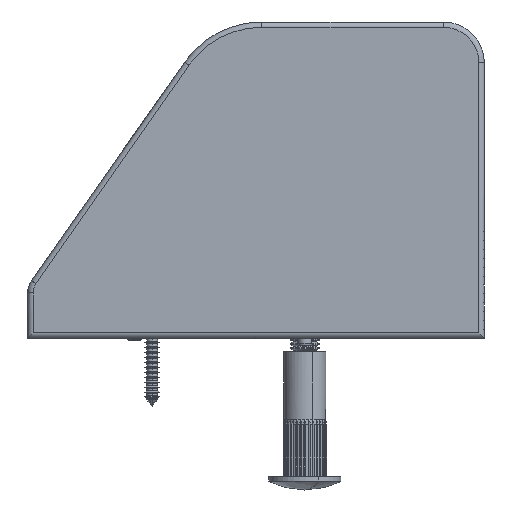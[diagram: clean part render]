
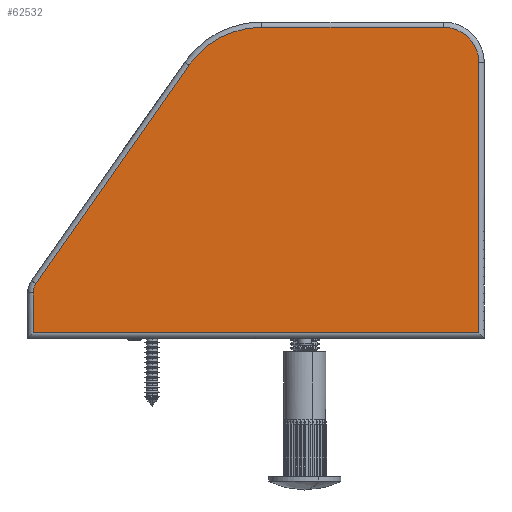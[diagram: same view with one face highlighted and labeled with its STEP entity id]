
A CAD part, left-side view. The second image highlights one B-rep face of the part: STEP entity #62532.
In plain terms, the highlighted planar face has unit normal (-1, 0, 0).
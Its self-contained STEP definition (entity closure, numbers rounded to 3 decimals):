
#50 = CARTESIAN_POINT ( 'NONE',  ( -133., 75.686, -30.669 ) ) ;
#1615 = CARTESIAN_POINT ( 'NONE',  ( -133., 32.618, 30.839 ) ) ;
#1917 = CARTESIAN_POINT ( 'NONE',  ( -133., 12.139, 16.5 ) ) ;
#1930 = VERTEX_POINT ( 'NONE', #40478 ) ;
#2053 = CARTESIAN_POINT ( 'NONE',  ( -133., -49., -46. ) ) ;
#2826 = DIRECTION ( 'NONE',  ( -1., 0., 0. ) ) ;
#3581 = ORIENTED_EDGE ( 'NONE', *, *, #48386, .F. ) ;
#4069 = CARTESIAN_POINT ( 'NONE',  ( -133., -39., 41.5 ) ) ;
#5128 = VERTEX_POINT ( 'NONE', #41311 ) ;
#6776 = CIRCLE ( 'NONE', #33424, 25. ) ;
#7508 = DIRECTION ( 'NONE',  ( 0., 0., 1. ) ) ;
#8123 = AXIS2_PLACEMENT_3D ( 'NONE', #28471, #2826, #38112 ) ;
#8511 = DIRECTION ( 'NONE',  ( 0., 1., 0. ) ) ;
#8753 = VERTEX_POINT ( 'NONE', #4069 ) ;
#10151 = ORIENTED_EDGE ( 'NONE', *, *, #41042, .F. ) ;
#11241 = EDGE_CURVE ( 'NONE', #1930, #5128, #37368, .T. ) ;
#11805 = LINE ( 'NONE', #51341, #15441 ) ;
#13247 = CARTESIAN_POINT ( 'NONE',  ( -133., 76.5, -33.25 ) ) ;
#14645 = EDGE_CURVE ( 'NONE', #61218, #52525, #6776, .T. ) ;
#15441 = VECTOR ( 'NONE', #16937, 1000. ) ;
#15508 = EDGE_CURVE ( 'NONE', #33048, #55648, #51068, .T. ) ;
#16937 = DIRECTION ( 'NONE',  ( 0., -0.574, 0.819 ) ) ;
#22184 = AXIS2_PLACEMENT_3D ( 'NONE', #37786, #32964, #52606 ) ;
#22431 = DIRECTION ( 'NONE',  ( 0., 0., 1. ) ) ;
#23524 = ORIENTED_EDGE ( 'NONE', *, *, #11241, .F. ) ;
#27907 = EDGE_LOOP ( 'NONE', ( #39936, #10151, #3581, #54374, #37932, #48935, #50079, #23524 ) ) ;
#28471 = CARTESIAN_POINT ( 'NONE',  ( -133., -39., 31.5 ) ) ;
#29481 = VECTOR ( 'NONE', #22431, 1000. ) ;
#30615 = LINE ( 'NONE', #2053, #57188 ) ;
#31217 = CARTESIAN_POINT ( 'NONE',  ( -133., 72., -33.25 ) ) ;
#31555 = DIRECTION ( 'NONE',  ( 0., 0., -1. ) ) ;
#32008 = PLANE ( 'NONE',  #8123 ) ;
#32964 = DIRECTION ( 'NONE',  ( 1., 0., 0. ) ) ;
#33048 = VERTEX_POINT ( 'NONE', #13247 ) ;
#33424 = AXIS2_PLACEMENT_3D ( 'NONE', #1917, #50724, #45572 ) ;
#35543 = VECTOR ( 'NONE', #8511, 1000. ) ;
#35722 = DIRECTION ( 'NONE',  ( 1., 0., 0. ) ) ;
#37368 = LINE ( 'NONE', #56991, #35543 ) ;
#37473 = DIRECTION ( 'NONE',  ( 0., -1., 0. ) ) ;
#37786 = CARTESIAN_POINT ( 'NONE',  ( -133., -39., 31.5 ) ) ;
#37932 = ORIENTED_EDGE ( 'NONE', *, *, #52171, .F. ) ;
#38112 = DIRECTION ( 'NONE',  ( 0., 0., 1. ) ) ;
#39936 = ORIENTED_EDGE ( 'NONE', *, *, #56501, .F. ) ;
#40478 = CARTESIAN_POINT ( 'NONE',  ( -133., -49., -44.5 ) ) ;
#40662 = CARTESIAN_POINT ( 'NONE',  ( -133., 12.139, 41.5 ) ) ;
#41042 = EDGE_CURVE ( 'NONE', #8753, #58746, #49899, .T. ) ;
#41311 = CARTESIAN_POINT ( 'NONE',  ( -133., 76.5, -44.5 ) ) ;
#42338 = LINE ( 'NONE', #61935, #46804 ) ;
#45572 = DIRECTION ( 'NONE',  ( 0., 0., 1. ) ) ;
#46515 = LINE ( 'NONE', #60981, #29481 ) ;
#46804 = VECTOR ( 'NONE', #37473, 1000. ) ;
#48386 = EDGE_CURVE ( 'NONE', #52525, #8753, #42338, .T. ) ;
#48935 = ORIENTED_EDGE ( 'NONE', *, *, #15508, .F. ) ;
#49899 = CIRCLE ( 'NONE', #22184, 10. ) ;
#50079 = ORIENTED_EDGE ( 'NONE', *, *, #55822, .F. ) ;
#50085 = AXIS2_PLACEMENT_3D ( 'NONE', #31217, #35722, #7508 ) ;
#50724 = DIRECTION ( 'NONE',  ( 1., 0., 0. ) ) ;
#51068 = CIRCLE ( 'NONE', #50085, 4.5 ) ;
#51341 = CARTESIAN_POINT ( 'NONE',  ( -133., 32.618, 30.839 ) ) ;
#52171 = EDGE_CURVE ( 'NONE', #55648, #61218, #11805, .T. ) ;
#52525 = VERTEX_POINT ( 'NONE', #40662 ) ;
#52606 = DIRECTION ( 'NONE',  ( 0., 0., 1. ) ) ;
#54374 = ORIENTED_EDGE ( 'NONE', *, *, #14645, .F. ) ;
#55648 = VERTEX_POINT ( 'NONE', #50 ) ;
#55822 = EDGE_CURVE ( 'NONE', #5128, #33048, #46515, .T. ) ;
#56501 = EDGE_CURVE ( 'NONE', #58746, #1930, #30615, .T. ) ;
#56991 = CARTESIAN_POINT ( 'NONE',  ( -133., 78., -44.5 ) ) ;
#57188 = VECTOR ( 'NONE', #31555, 1000. ) ;
#58746 = VERTEX_POINT ( 'NONE', #62343 ) ;
#60981 = CARTESIAN_POINT ( 'NONE',  ( -133., 76.5, -33.25 ) ) ;
#61218 = VERTEX_POINT ( 'NONE', #1615 ) ;
#61935 = CARTESIAN_POINT ( 'NONE',  ( -133., -39., 41.5 ) ) ;
#62235 = FACE_OUTER_BOUND ( 'NONE', #27907, .T. ) ;
#62343 = CARTESIAN_POINT ( 'NONE',  ( -133., -49., 31.5 ) ) ;
#62532 = ADVANCED_FACE ( 'NONE', ( #62235 ), #32008, .T. ) ;
